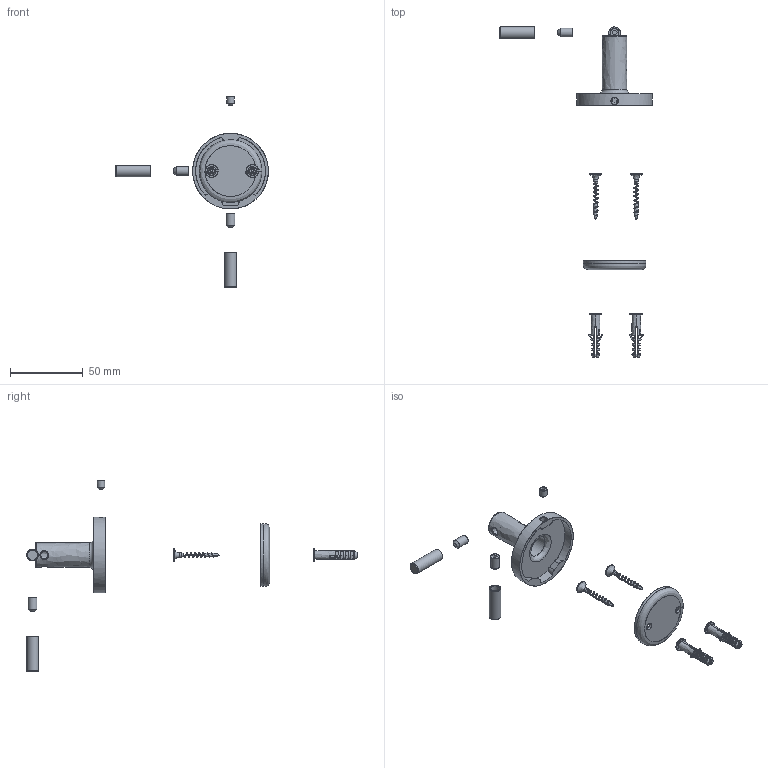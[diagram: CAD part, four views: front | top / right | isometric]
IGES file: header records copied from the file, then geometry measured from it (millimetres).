
Global section: file name: EAI_IKILI_ASKILIK_KROM.igs; native system: NX V11.0; preprocessor: SIEMENS PLM Software NX 11.0; date: 20220127.170122; units: millimetre
Bounding box: 105 x 227.2 x 131.24 mm (x, y, z)
Surface area: 36450.2 mm2 (no closed solid volume)
Topology: 0 solids, 0 shells, 991 faces, 5573 edges, 5451 vertices
Faces by surface type: bspline 986, offset 5
